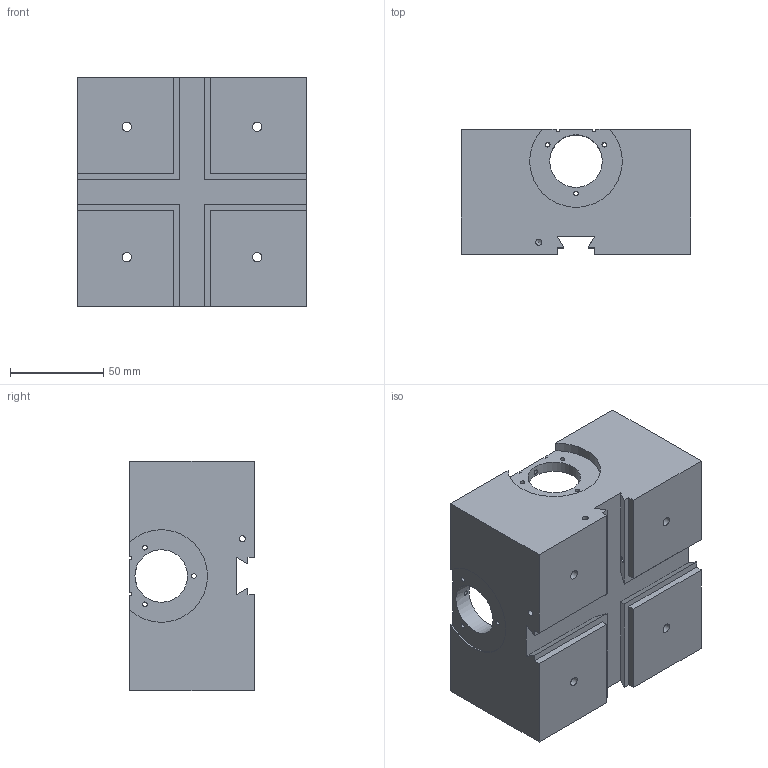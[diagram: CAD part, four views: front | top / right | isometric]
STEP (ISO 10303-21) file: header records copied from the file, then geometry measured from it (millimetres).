
FILE_DESCRIPTION(/* description */ (''),/* implementation_level */ '2;1');
FILE_NAME(/* name */ 'SampleChamberHolder_v2.stp',/* time_stamp */ '2021-08-30T12:45:46+02:00',/* author */ ('Charlene Brillard'),/* organization */ (''),/* preprocessor_version */ 'ST-DEVELOPER v16.5',/* originating_system */ 'Autodesk Inventor 2017',/* authorisation */ '');
FILE_SCHEMA (('AUTOMOTIVE_DESIGN { 1 0 10303 214 3 1 1 }'));
Length unit declared in the file: millimetre
Products named in the file (1): X-OpenSPIM40xNikonSampleChamberHolder
Bounding box: 123 x 67 x 123 mm (x, y, z)
Volume: 452815.8 mm3; surface area: 88824.4 mm2
Topology: 1 solids, 1 shells, 106 faces, 323 edges, 219 vertices
Faces by surface type: plane 70, cylinder 35, cone 1
Full cylindrical faces by diameter (mm): 2.459 x16, 3.242 x3, 4.917 x4, 28.2 x4
Entity records: 3622 total; most frequent: CARTESIAN_POINT 727, ORIENTED_EDGE 564, DIRECTION 558, EDGE_CURVE 282, LINE 212, VECTOR 212, VERTEX_POINT 206, EDGE_LOOP 186
